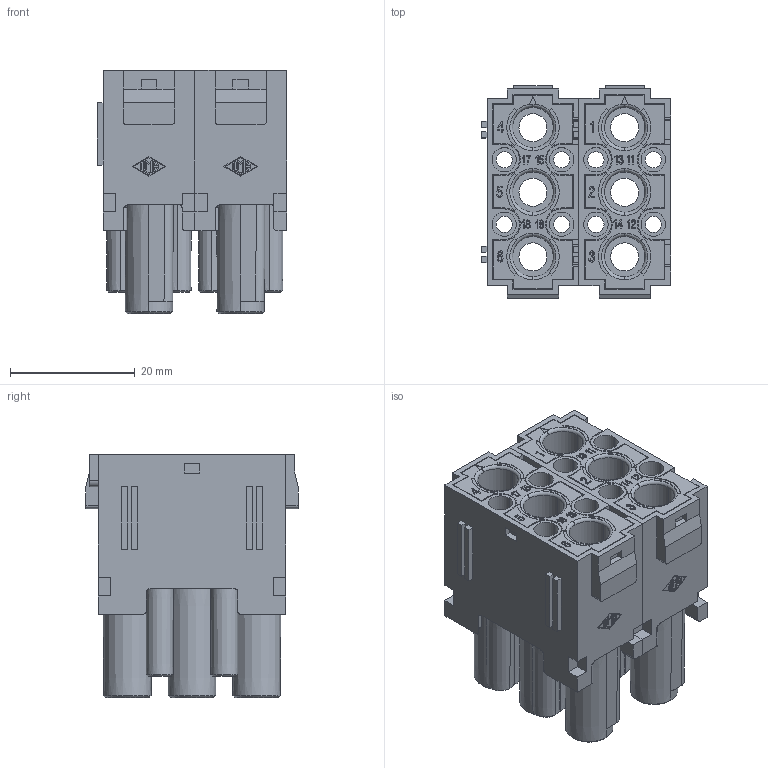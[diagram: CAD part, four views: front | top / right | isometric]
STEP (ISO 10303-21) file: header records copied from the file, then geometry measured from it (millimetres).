
FILE_DESCRIPTION(('Creo Elements/Direct Modeling STEP Export'),'2;1');
FILE_NAME('0lndrr03rf878lq3812','2015-06-30T16:29:06',(''),(''),'Creo Elements/Direct Modeling STEP processor for AP214 (Solid Model)','Creo Elements/Direct Modeling 18.1F 24-Jul-2014 (C) Parametric Technology GmbH','');
FILE_SCHEMA(('AUTOMOTIVE_DESIGN { 1 0 10303 214 1 1 1 1 }'));
Products named in the file (2): CX_6-8_XDF
Assembly tree (1 placements, depth 2):
  CX_6-8_XDF
    CX_6-8_XDF
Bounding box: 30.3 x 34 x 39 mm (x, y, z)
Volume: 15938.1 mm3; surface area: 19850.1 mm2
Topology: 1 solids, 1 shells, 2154 faces, 6098 edges, 4032 vertices
Faces by surface type: plane 1818, cylinder 200, cone 80, torus 48, sphere 8
Entity records: 72957 total; most frequent: CARTESIAN_POINT 12448, ORIENTED_EDGE 12180, DIRECTION 10486, EDGE_CURVE 6090, VECTOR 5322, LINE 5322, VERTEX_POINT 4032, AXIS2_PLACEMENT_3D 2582
